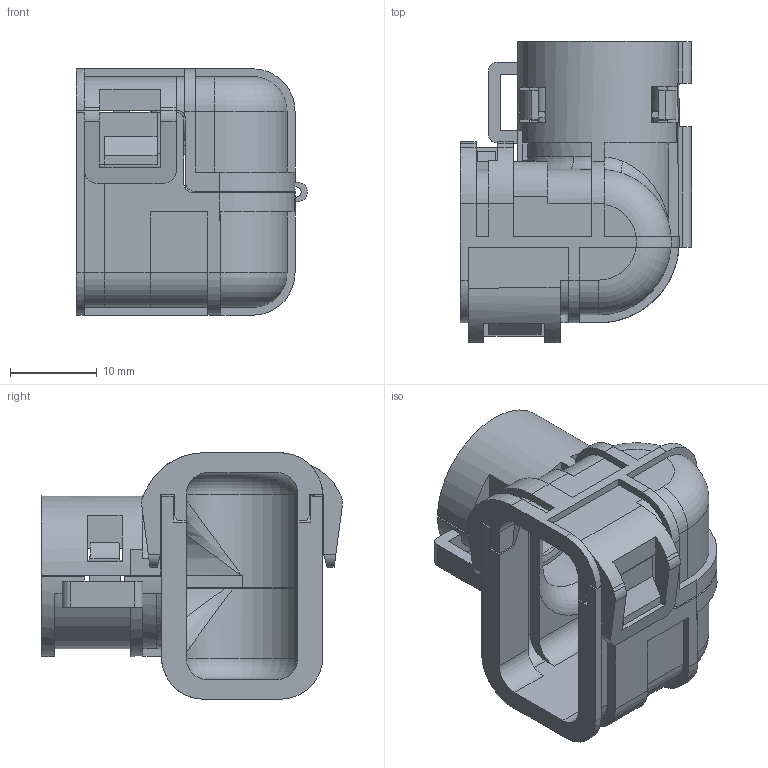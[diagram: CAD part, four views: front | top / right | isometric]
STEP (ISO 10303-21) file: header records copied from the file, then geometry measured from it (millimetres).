
FILE_DESCRIPTION(/* description */ (''),/* implementation_level */ '2;1');
FILE_NAME(/* name */ '33227139-ENV10_02-COV.stp',/* time_stamp */ '2024-01-22T16:18:31+08:00',/* author */ (''),/* organization */ (''),/* preprocessor_version */ 'ST-DEVELOPER v16',/* originating_system */ 'SIEMENS PLM Software NX 11.0',/* authorisation */ '');
FILE_SCHEMA (('AUTOMOTIVE_DESIGN { 1 0 10303 214 3 1 1 1 }'));
Length unit declared in the file: millimetre
Products named in the file (1): 33227139-ENV10_02-COV
Bounding box: 26.67 x 34.74 x 28.45 mm (x, y, z)
Volume: 4862.9 mm3; surface area: 7532.2 mm2
Topology: 1 solids, 1 shells, 383 faces, 1137 edges, 747 vertices
Faces by surface type: plane 261, cylinder 93, bspline 11, torus 10, cone 8
Entity records: 13376 total; most frequent: CARTESIAN_POINT 3025, ORIENTED_EDGE 2274, DIRECTION 2077, EDGE_CURVE 1137, LINE 765, VECTOR 765, VERTEX_POINT 747, AXIS2_PLACEMENT_3D 656
